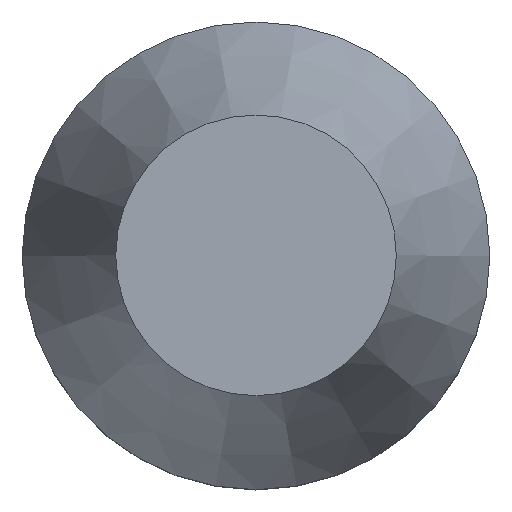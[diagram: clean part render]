
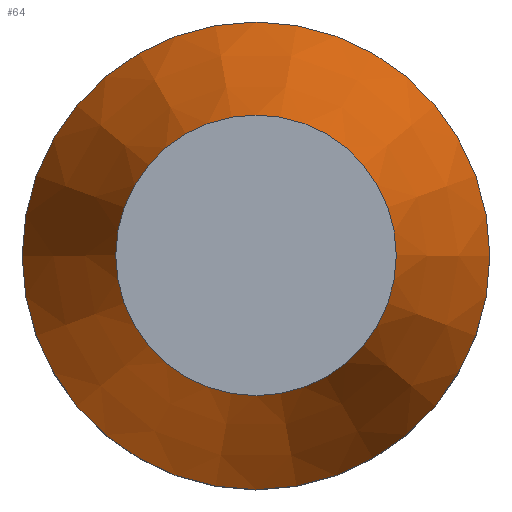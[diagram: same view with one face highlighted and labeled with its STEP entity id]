
A CAD part, top view. The second image highlights one B-rep face of the part: STEP entity #64.
In plain terms, the highlighted conical face has half-angle 18.435 degrees and reference radius 1.5 mm.
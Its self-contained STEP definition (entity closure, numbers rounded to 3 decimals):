
#42=CONICAL_SURFACE('',#140,1.5,18.435);
#51=FACE_BOUND('',#81,.T.);
#52=FACE_BOUND('',#82,.T.);
#64=ADVANCED_FACE('',(#51,#52),#42,.T.);
#81=EDGE_LOOP('',(#97));
#82=EDGE_LOOP('',(#98));
#97=ORIENTED_EDGE('',*,*,#119,.F.);
#98=ORIENTED_EDGE('',*,*,#116,.F.);
#108=VERTEX_POINT('',#188);
#111=VERTEX_POINT('',#196);
#116=EDGE_CURVE('',#108,#108,#124,.T.);
#119=EDGE_CURVE('',#111,#111,#127,.T.);
#124=CIRCLE('',#133,1.5);
#127=CIRCLE('',#138,2.5);
#133=AXIS2_PLACEMENT_3D('',#187,#152,#153);
#138=AXIS2_PLACEMENT_3D('',#195,#162,#163);
#140=AXIS2_PLACEMENT_3D('',#198,#166,#167);
#152=DIRECTION('',(0.,0.,1.));
#153=DIRECTION('',(1.,0.,0.));
#162=DIRECTION('',(0.,0.,-1.));
#163=DIRECTION('',(1.,0.,0.));
#166=DIRECTION('',(0.,0.,-1.));
#167=DIRECTION('',(-1.,0.,0.));
#187=CARTESIAN_POINT('',(0.,0.,10.));
#188=CARTESIAN_POINT('',(1.5,0.,10.));
#195=CARTESIAN_POINT('',(0.,0.,7.));
#196=CARTESIAN_POINT('',(2.5,0.,7.));
#198=CARTESIAN_POINT('',(0.,0.,10.));
